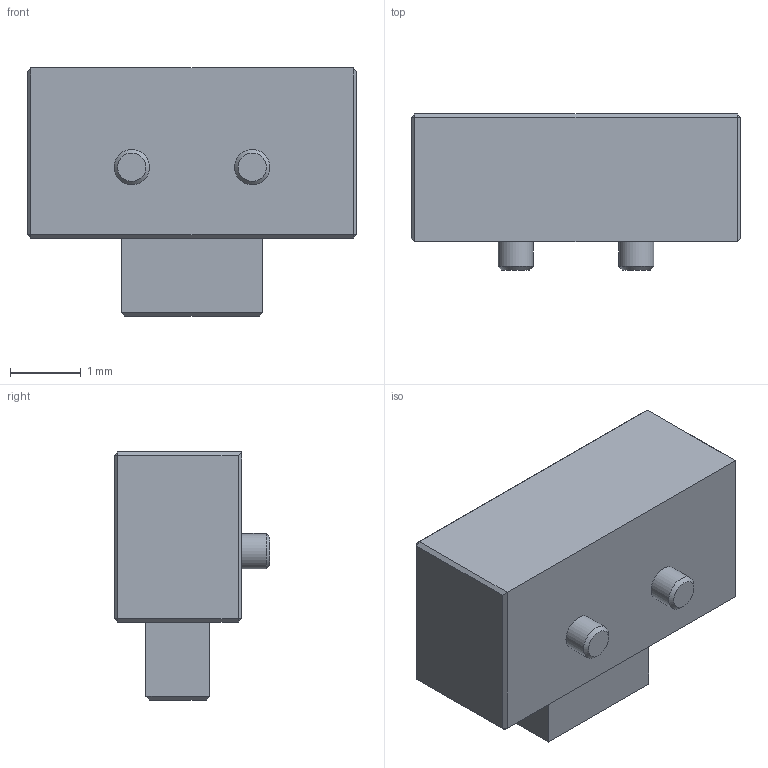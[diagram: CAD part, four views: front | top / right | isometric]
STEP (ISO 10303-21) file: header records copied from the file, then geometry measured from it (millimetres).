
FILE_DESCRIPTION(/* description */ (''),/* implementation_level */ '2;1');
FILE_NAME(/* name */ '2x4x3.5 Toucn Switch SMD v1.step',/* time_stamp */ '2024-10-25T23:05:48+08:00',/* author */ (''),/* organization */ (''),/* preprocessor_version */ 'ST-DEVELOPER v20',/* originating_system */ 'Autodesk Translation Framework v13.20.0.188',/* authorisation */ '');
FILE_SCHEMA (('AUTOMOTIVE_DESIGN { 1 0 10303 214 3 1 1 }'));
Length unit declared in the file: millimetre
Products named in the file (1): 2x4x3.5 Toucn Switch SMD
Bounding box: 4.65 x 2.2 x 3.5 mm (x, y, z)
Volume: 22.2 mm3; surface area: 57.8 mm2
Topology: 2 solids, 2 shells, 39 faces, 73 edges, 40 vertices
Faces by surface type: plane 35, cone 2, cylinder 2
Full cylindrical faces by diameter (mm): 0.5 x2
Entity records: 971 total; most frequent: DIRECTION 159, CARTESIAN_POINT 153, ORIENTED_EDGE 146, EDGE_CURVE 73, LINE 67, VECTOR 67, AXIS2_PLACEMENT_3D 46, EDGE_LOOP 41
